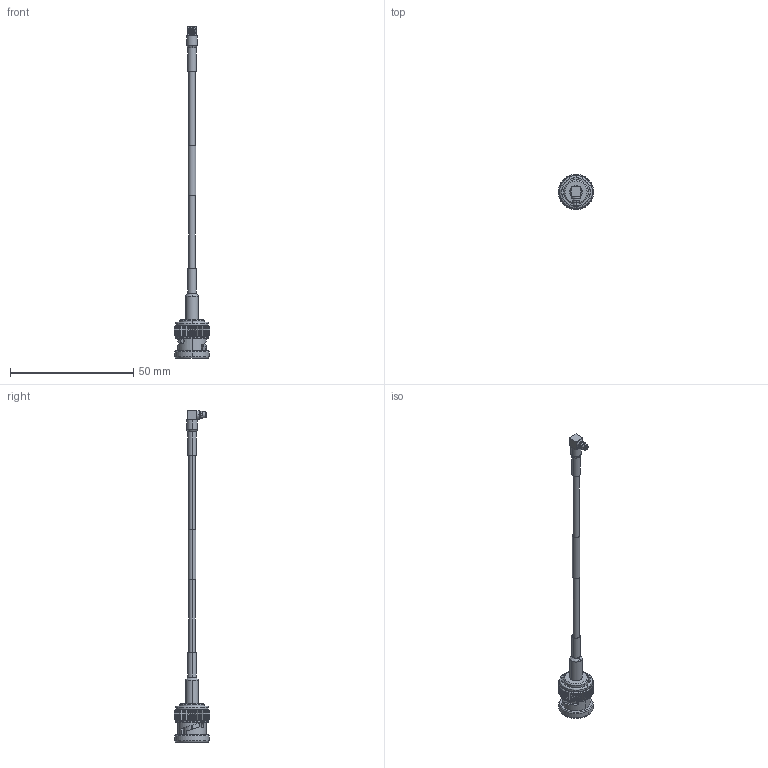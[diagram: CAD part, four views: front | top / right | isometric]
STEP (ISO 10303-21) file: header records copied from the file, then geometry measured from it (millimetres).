
FILE_DESCRIPTION (( 'STEP AP214' ), '1' );
FILE_NAME ('FMC0819315_3D.step', '2024-02-23T17:21:39', ( '' ), ( '' ), 'SwSTEP 2.0', 'SolidWorks 2022', '' );
FILE_SCHEMA (( 'AUTOMOTIVE_DESIGN' ));
Length unit declared in the file: inch
Products named in the file (5): FMC0819315_3D; SC6031_3D^FMC0819315; Heat Shrink^FMC0819315; Coax Cable^FMC0819315_RG316U; FMCN1155_3D^FMC0819315
Assembly tree (4 placements, depth 2):
  FMC0819315_3D
    Coax Cable^FMC0819315_RG316U
    Heat Shrink^FMC0819315
    FMCN1155_3D^FMC0819315
    SC6031_3D^FMC0819315
Bounding box: 14.46 x 14.46 x 134.72 mm (x, y, z)
Volume: 2675.6 mm3; surface area: 3755.5 mm2
Topology: 7 solids, 8 shells, 510 faces, 1147 edges, 672 vertices
Faces by surface type: plane 193, cylinder 152, cone 144, bspline 16, torus 5
Entity records: 15866 total; most frequent: CARTESIAN_POINT 4520, DIRECTION 2339, ORIENTED_EDGE 2294, EDGE_CURVE 1147, AXIS2_PLACEMENT_3D 983, VERTEX_POINT 672, EDGE_LOOP 535, ADVANCED_FACE 510
